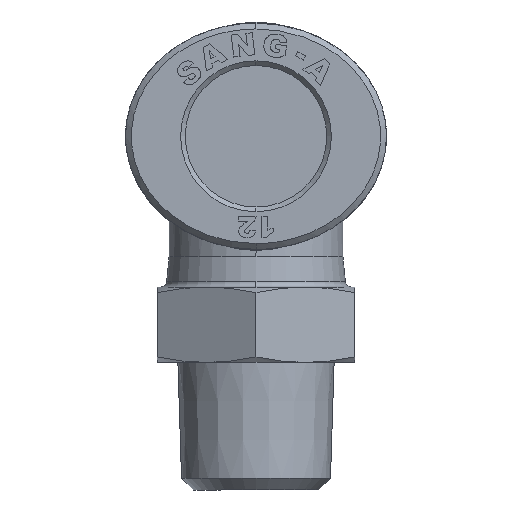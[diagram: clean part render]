
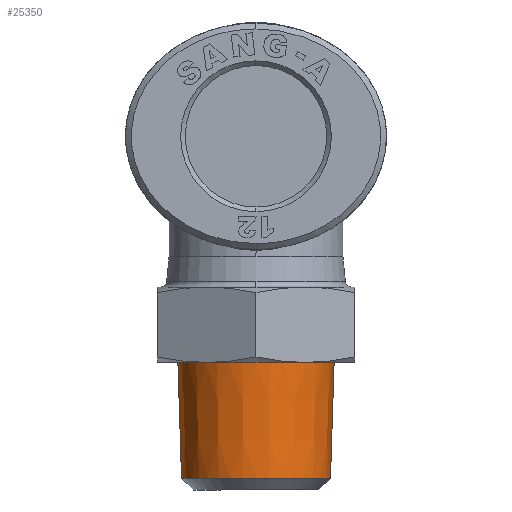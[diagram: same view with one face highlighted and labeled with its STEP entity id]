
A CAD part, left-side view. The second image highlights one B-rep face of the part: STEP entity #25350.
In plain terms, the highlighted conical face has half-angle 1.791 degrees and reference radius 6.734 mm.
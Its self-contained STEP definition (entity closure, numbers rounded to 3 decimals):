
#569 = AXIS2_PLACEMENT_3D ( 'NONE', #4155, #9953, #2164 ) ;
#1797 = LINE ( 'NONE', #4574, #24851 ) ;
#2164 = DIRECTION ( 'NONE',  ( 1., 0., 0. ) ) ;
#2587 = VERTEX_POINT ( 'NONE', #9804 ) ;
#2600 = CARTESIAN_POINT ( 'NONE',  ( -12.928, 6.422, -29.5 ) ) ;
#2838 = CARTESIAN_POINT ( 'NONE',  ( -12.928, 0., -19.5 ) ) ;
#3965 = EDGE_CURVE ( 'NONE', #13849, #2587, #24943, .T. ) ;
#4155 = CARTESIAN_POINT ( 'NONE',  ( -12.928, 0., -29.5 ) ) ;
#4574 = CARTESIAN_POINT ( 'NONE',  ( -12.928, -6.734, -19.5 ) ) ;
#4774 = EDGE_CURVE ( 'NONE', #17494, #7557, #11016, .T. ) ;
#5415 = CARTESIAN_POINT ( 'NONE',  ( -12.928, 0., -19.5 ) ) ;
#5606 = AXIS2_PLACEMENT_3D ( 'NONE', #2838, #9266, #23779 ) ;
#5650 = VECTOR ( 'NONE', #20312, 1000. ) ;
#5804 = CARTESIAN_POINT ( 'NONE',  ( -12.928, 6.734, -19.5 ) ) ;
#5821 = ORIENTED_EDGE ( 'NONE', *, *, #12357, .F. ) ;
#7337 = DIRECTION ( 'NONE',  ( 0., -1., 0. ) ) ;
#7405 = EDGE_CURVE ( 'NONE', #2587, #7557, #1797, .T. ) ;
#7557 = VERTEX_POINT ( 'NONE', #13090 ) ;
#8131 = FACE_OUTER_BOUND ( 'NONE', #18876, .T. ) ;
#9266 = DIRECTION ( 'NONE',  ( 0., 0., 1. ) ) ;
#9804 = CARTESIAN_POINT ( 'NONE',  ( -12.928, -6.422, -29.5 ) ) ;
#9953 = DIRECTION ( 'NONE',  ( 0., 0., 1. ) ) ;
#10075 = CONICAL_SURFACE ( 'NONE', #24543, 6.734, 0.031 ) ;
#11016 = CIRCLE ( 'NONE', #5606, 6.734 ) ;
#11277 = ORIENTED_EDGE ( 'NONE', *, *, #3965, .T. ) ;
#11842 = DIRECTION ( 'NONE',  ( 0., 0., 1. ) ) ;
#12357 = EDGE_CURVE ( 'NONE', #13849, #17494, #20891, .T. ) ;
#13090 = CARTESIAN_POINT ( 'NONE',  ( -12.928, -6.734, -19.5 ) ) ;
#13849 = VERTEX_POINT ( 'NONE', #2600 ) ;
#14029 = CARTESIAN_POINT ( 'NONE',  ( -12.928, 6.734, -19.5 ) ) ;
#17494 = VERTEX_POINT ( 'NONE', #14029 ) ;
#18876 = EDGE_LOOP ( 'NONE', ( #5821, #11277, #23338, #21527 ) ) ;
#20312 = DIRECTION ( 'NONE',  ( 0., 0.031, 1. ) ) ;
#20891 = LINE ( 'NONE', #5804, #5650 ) ;
#21170 = DIRECTION ( 'NONE',  ( 0., -0.031, 1. ) ) ;
#21527 = ORIENTED_EDGE ( 'NONE', *, *, #4774, .F. ) ;
#23338 = ORIENTED_EDGE ( 'NONE', *, *, #7405, .T. ) ;
#23779 = DIRECTION ( 'NONE',  ( 0., -1., 0. ) ) ;
#24543 = AXIS2_PLACEMENT_3D ( 'NONE', #5415, #11842, #7337 ) ;
#24851 = VECTOR ( 'NONE', #21170, 1000. ) ;
#24943 = CIRCLE ( 'NONE', #569, 6.422 ) ;
#25350 = ADVANCED_FACE ( 'NONE', ( #8131 ), #10075, .T. ) ;
